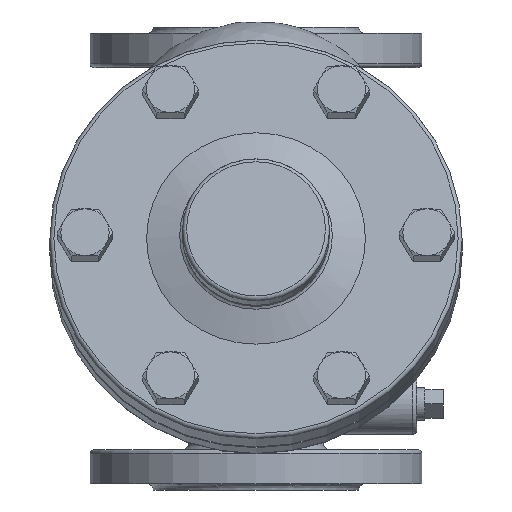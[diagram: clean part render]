
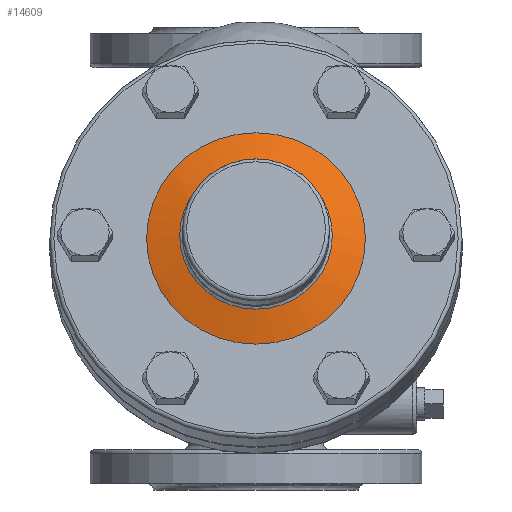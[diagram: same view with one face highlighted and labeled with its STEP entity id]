
A CAD part, left-side view. The second image highlights one B-rep face of the part: STEP entity #14609.
In plain terms, the highlighted spherical face has radius 140 mm.
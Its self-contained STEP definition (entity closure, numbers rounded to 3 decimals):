
#14454=CARTESIAN_POINT('',(-285.293,0.0,72.504));
#14455=VERTEX_POINT('',#14454);
#14456=CARTESIAN_POINT('',(-271.215,0.0,125.047));
#14457=DIRECTION('',(0.966,0.0,-0.259));
#14458=DIRECTION('',(-0.259,0.0,-0.966));
#14459=AXIS2_PLACEMENT_3D('',#14456,#14457,#14458);
#14460=CIRCLE('',#14459,54.397);
#14461=EDGE_CURVE('',#14455,#14455,#14460,.T.);
#14555=CARTESIAN_POINT('',(-266.95,0.,163.201));
#14556=VERTEX_POINT('',#14555);
#14557=CARTESIAN_POINT('',(-276.775,0.,126.537));
#14558=DIRECTION('',(-0.966,0.0,0.259));
#14559=DIRECTION('',(-0.259,0.0,-0.966));
#14560=AXIS2_PLACEMENT_3D('',#14557,#14558,#14559);
#14561=CIRCLE('',#14560,37.958);
#14562=EDGE_CURVE('',#14556,#14556,#14561,.T.);
#14598=CARTESIAN_POINT('',(-146.61,0.0,91.659));
#14599=DIRECTION('',(0.0,0.0,1.0));
#14600=DIRECTION('',(1.0,0.0,0.0));
#14601=AXIS2_PLACEMENT_3D('',#14598,#14599,#14600);
#14602=SPHERICAL_SURFACE('',#14601,140.0);
#14603=ORIENTED_EDGE('',*,*,#14461,.F.);
#14604=EDGE_LOOP('',(#14603));
#14605=FACE_OUTER_BOUND('',#14604,.T.);
#14606=ORIENTED_EDGE('',*,*,#14562,.F.);
#14607=EDGE_LOOP('',(#14606));
#14608=FACE_BOUND('',#14607,.T.);
#14609=ADVANCED_FACE('',(#14605,#14608),#14602,.T.);
